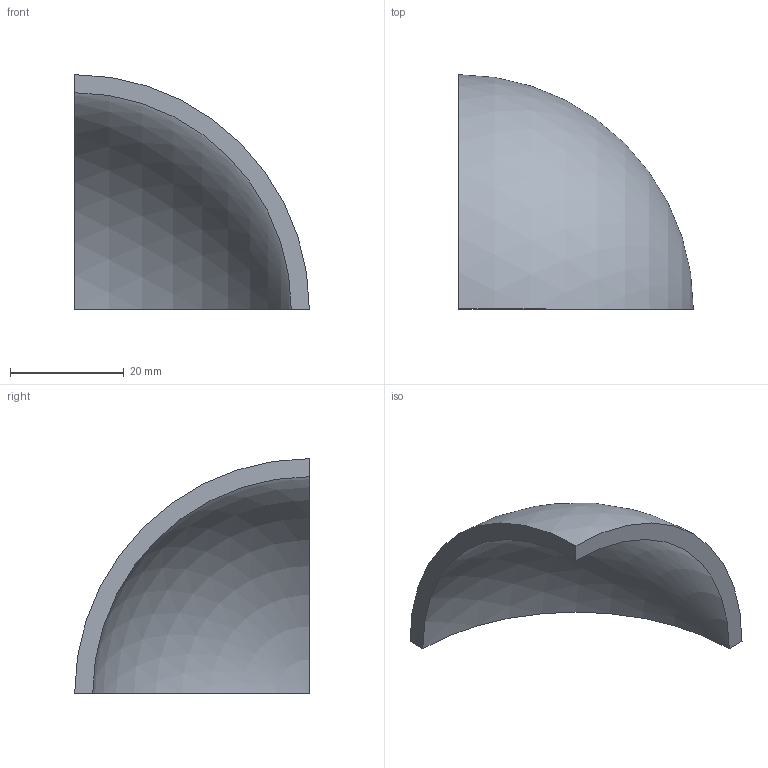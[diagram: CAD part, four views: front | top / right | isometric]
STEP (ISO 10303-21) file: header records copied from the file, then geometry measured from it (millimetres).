
FILE_DESCRIPTION (( 'STEP AP203' ), '1' );
FILE_NAME ('300906.STEP', '2017-01-13T01:11:36', ( 'temp' ), ( '' ), 'SwSTEP 2.0', 'SolidWorks 2016', '' );
FILE_SCHEMA (( 'CONFIG_CONTROL_DESIGN' ));
Length unit declared in the file: inch
Products named in the file (1): 300906
Bounding box: 41.27 x 41.27 x 41.27 mm (x, y, z)
Volume: 7859.6 mm3; surface area: 5550 mm2
Topology: 1 solids, 1 shells, 5 faces, 11 edges, 6 vertices
Faces by surface type: plane 3, sphere 2
Entity records: 208 total; most frequent: DIRECTION 27, CARTESIAN_POINT 21, ORIENTED_EDGE 18, AXIS2_PLACEMENT_3D 12, EDGE_CURVE 9, PERSON_AND_ORGANIZATION 8, VERTEX_POINT 6, CIRCLE 6
